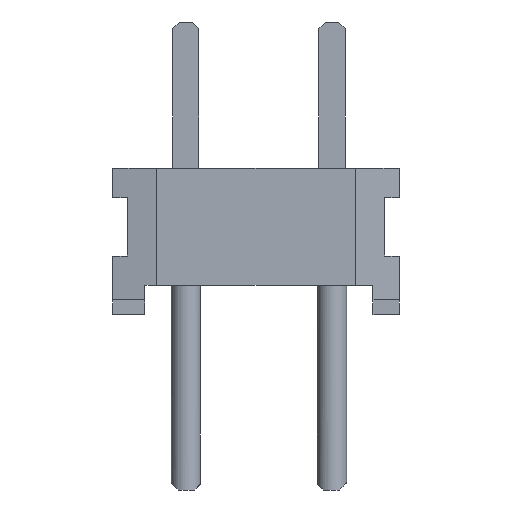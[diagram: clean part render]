
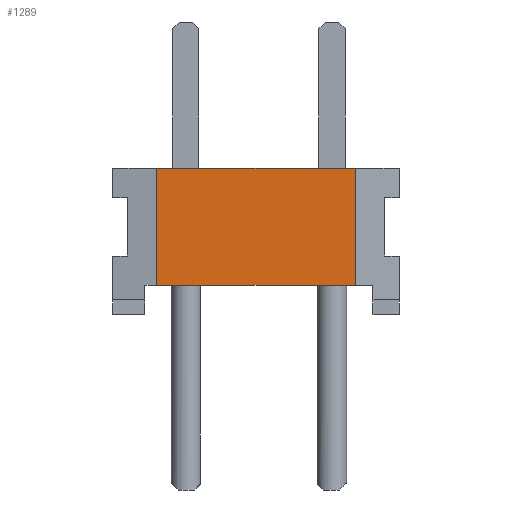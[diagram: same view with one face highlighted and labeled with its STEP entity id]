
A CAD part, left-side view. The second image highlights one B-rep face of the part: STEP entity #1289.
In plain terms, the highlighted planar face has unit normal (-1, 0, 0).
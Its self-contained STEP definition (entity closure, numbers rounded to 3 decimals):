
#1289 = ADVANCED_FACE('',(#1290),#1324,.F.);
#1290 = FACE_BOUND('',#1291,.T.);
#1291 = EDGE_LOOP('',(#1292,#1302,#1310,#1318));
#1292 = ORIENTED_EDGE('',*,*,#1293,.F.);
#1293 = EDGE_CURVE('',#1294,#1296,#1298,.T.);
#1294 = VERTEX_POINT('',#1295);
#1295 = CARTESIAN_POINT('',(-1.905,1.778,2.54));
#1296 = VERTEX_POINT('',#1297);
#1297 = CARTESIAN_POINT('',(-1.905,-1.676,2.54));
#1298 = LINE('',#1299,#1300);
#1299 = CARTESIAN_POINT('',(-1.905,2.54,2.54));
#1300 = VECTOR('',#1301,1.);
#1301 = DIRECTION('',(0.,-1.,0.));
#1302 = ORIENTED_EDGE('',*,*,#1303,.T.);
#1303 = EDGE_CURVE('',#1294,#1304,#1306,.T.);
#1304 = VERTEX_POINT('',#1305);
#1305 = CARTESIAN_POINT('',(-1.905,1.778,0.508));
#1306 = LINE('',#1307,#1308);
#1307 = CARTESIAN_POINT('',(-1.905,1.778,2.54));
#1308 = VECTOR('',#1309,1.);
#1309 = DIRECTION('',(0.,0.,-1.));
#1310 = ORIENTED_EDGE('',*,*,#1311,.T.);
#1311 = EDGE_CURVE('',#1304,#1312,#1314,.T.);
#1312 = VERTEX_POINT('',#1313);
#1313 = CARTESIAN_POINT('',(-1.905,-1.676,0.508));
#1314 = LINE('',#1315,#1316);
#1315 = CARTESIAN_POINT('',(-1.905,1.981,0.508));
#1316 = VECTOR('',#1317,1.);
#1317 = DIRECTION('',(0.,-1.,0.));
#1318 = ORIENTED_EDGE('',*,*,#1319,.T.);
#1319 = EDGE_CURVE('',#1312,#1296,#1320,.T.);
#1320 = LINE('',#1321,#1322);
#1321 = CARTESIAN_POINT('',(-1.905,-1.676,2.54));
#1322 = VECTOR('',#1323,1.);
#1323 = DIRECTION('',(0.,0.,1.));
#1324 = PLANE('',#1325);
#1325 = AXIS2_PLACEMENT_3D('',#1326,#1327,#1328);
#1326 = CARTESIAN_POINT('',(-1.905,2.54,2.54));
#1327 = DIRECTION('',(1.,0.,0.));
#1328 = DIRECTION('',(0.,1.,0.));
